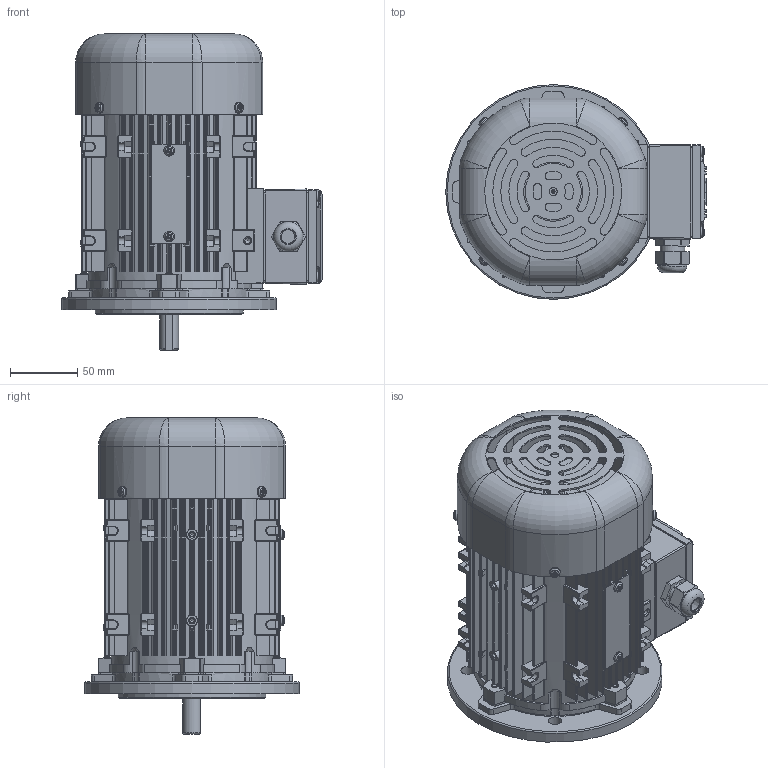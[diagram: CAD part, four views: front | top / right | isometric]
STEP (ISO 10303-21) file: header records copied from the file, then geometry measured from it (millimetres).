
FILE_DESCRIPTION((''),'2;1');
FILE_NAME('PMCB040-4R4F2.stp','2014-05-15T11:36:47',('menam82'),(''),'Autodesk Inventor 2011','Autodesk Inventor 2011','');
FILE_SCHEMA(('AUTOMOTIVE_DESIGN { 1 0 10303 214 1 1 1 1 }'));
Length unit declared in the file: millimetre
Products named in the file (16): PMCB040-4R4F; 71M 400W FRAME L_T; SHAFT 20081024; 71M 400W REAR COVER L-T; FAN COVER 20081024; RUBBER GASKET A 20080702; BED; CAP; LEAD BOX A 20080717; LEAD BOX B 20080702; JIS B 1111 Z - 미터 A M4 x 12 - Z; JIS B 1180 C 전체 스레드 - 미터 C M5 x 20; JIS B 1251 번호 2 5; JIS B 1111 Z - 미터 A M4 x 6 - Z; 71M 400W FLANGE COVER L_T; NAME PLATE PMCB040-4R4FA
Assembly tree (38 placements, depth 2):
  PMCB040-4R4F
    71M 400W FRAME L_T
    SHAFT 20081024
    71M 400W REAR COVER L-T
    FAN COVER 20081024
    RUBBER GASKET A 20080702  x2
    BED
    CAP
    LEAD BOX A 20080717
    LEAD BOX B 20080702
    JIS B 1111 Z - 미터 A M4 x 12 - Z  x4
    JIS B 1180 C 전체 스레드 - 미터 C M5 x 20  x8
    JIS B 1251 번호 2 5  x8
    JIS B 1111 Z - 미터 A M4 x 6 - Z  x6
    71M 400W FLANGE COVER L_T
    NAME PLATE PMCB040-4R4FA
Bounding box: 194 x 160 x 235.5 mm (x, y, z)
Volume: 782540.2 mm3; surface area: 425679.7 mm2
Topology: 38 solids, 38 shells, 3300 faces, 8823 edges, 5690 vertices
Faces by surface type: plane 1465, cylinder 1215, cone 338, torus 179, sphere 58, bspline 45
Full cylindrical faces by diameter (mm): 1.6 x1, 3.2 x24, 3.242 x4, 3.5 x16, 3.571 x10, 4 x10, 4.1 x3, 4.134 x8, 4.2 x2, 5 x16, 6 x13, 10 x4, 10.1 x1, 12 x4, 14 x1, 15.2 x1, 16 x2, 17 x2, 18 x2, 18.2 x2, 19 x2, 20 x1, 22 x1, 23 x1, 30 x2, 40 x3, 110 x1, 112 x1, 114 x2, 115 x3
Entity records: 94028 total; most frequent: CARTESIAN_POINT 21873, DIRECTION 14786, ORIENTED_EDGE 14172, EDGE_CURVE 7086, AXIS2_PLACEMENT_3D 5496, VERTEX_POINT 4689, VECTOR 3794, LINE 3794
